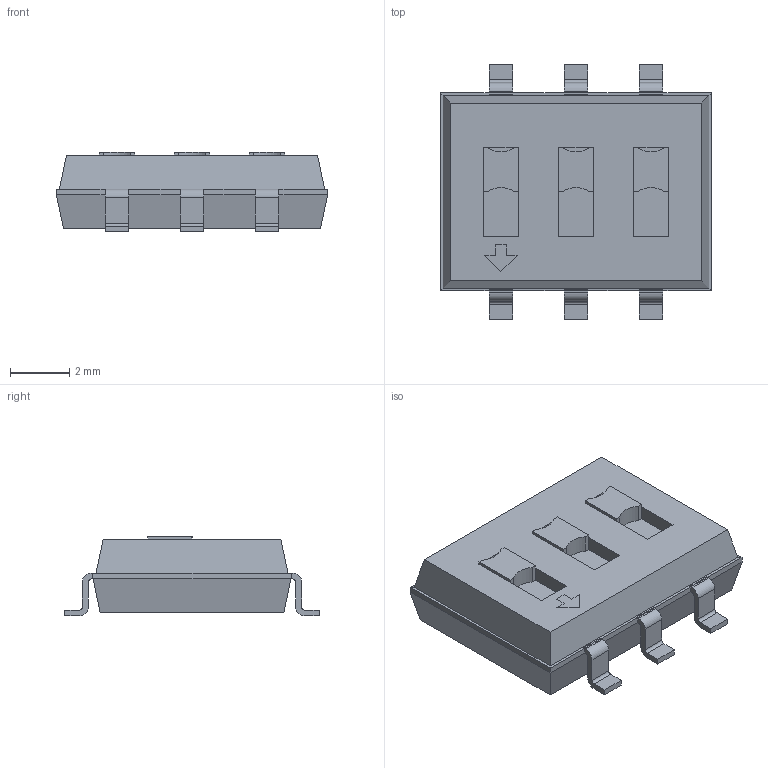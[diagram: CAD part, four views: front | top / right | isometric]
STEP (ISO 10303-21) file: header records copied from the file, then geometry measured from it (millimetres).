
FILE_DESCRIPTION(/* description */ ('model of SW_DIP_SPSTx03_Slide_6.7x9.18mm_W8.61mm_P2.54mm_LowProfile'),/* implementation_level */ '2;1');
FILE_NAME(/* name */ 'SW_DIP_SPSTx03_Slide_6.7x9.18mm_W8.61mm_P2.54mm_LowProfile.step',/* time_stamp */ '2018-12-27T15:16:53',/* author */ ('Terje Io','https://github.com/terjeio'),/* organization */ ('FreeCAD'),/* preprocessor_version */ 'OCC',/* originating_system */ 'kicad StepUp',/* authorisation */ '');
FILE_SCHEMA(('AUTOMOTIVE_DESIGN { 1 0 10303 214 1 1 1 1 }'));
Length unit declared in the file: millimetre
Products named in the file (1): SW_DIP_SPSTx03_Slide_67x918mm_W861mm_P254mm_LowProfile
Bounding box: 9.18 x 8.61 x 2.7 mm (x, y, z)
Volume: 141 mm3; surface area: 223 mm2
Topology: 1 solids, 1 shells, 154 faces, 403 edges, 255 vertices
Faces by surface type: plane 106, cylinder 30, bspline 18
Entity records: 3012 total; most frequent: ORIENTED_EDGE 635, EDGE_CURVE 403, CARTESIAN_POINT 375, LINE 258, VERTEX_POINT 255, AXIS2_PLACEMENT_3D 167, FACE_BOUND 158, EDGE_LOOP 158
